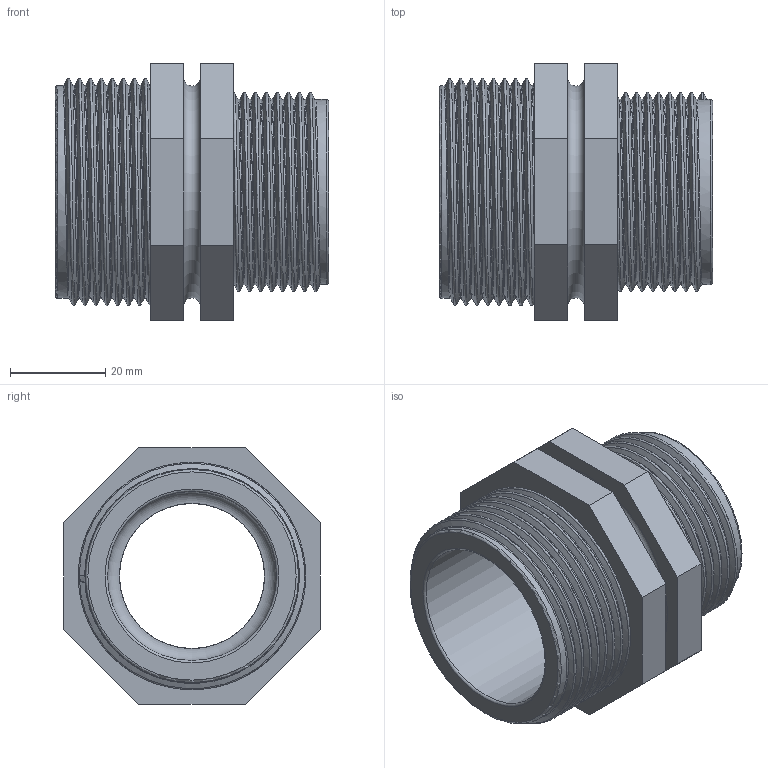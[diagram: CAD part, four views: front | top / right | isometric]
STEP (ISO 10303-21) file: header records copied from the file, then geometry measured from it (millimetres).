
FILE_DESCRIPTION (( 'STEP AP203' ), '1' );
FILE_NAME ('00211_1109.STEP', '2017-06-09T06:29:33', ( '' ), ( '' ), 'SwSTEP 2.0', 'SolidWorks 2011', '' );
FILE_SCHEMA (( 'CONFIG_CONTROL_DESIGN' ));
Length unit declared in the file: millimetre
Products named in the file (1): 00211_1109
Bounding box: 57.5 x 54 x 54 mm (x, y, z)
Volume: 47056.6 mm3; surface area: 22434.1 mm2
Topology: 1 solids, 1 shells, 68 faces, 180 edges, 115 vertices
Faces by surface type: plane 23, cylinder 19, torus 12, bspline 10, cone 4
Full cylindrical faces by diameter (mm): 30.5 x1, 35.6 x1, 38.952 x7, 44.845 x8
Entity records: 9317 total; most frequent: CARTESIAN_POINT 8140, ORIENTED_EDGE 238, DIRECTION 192, EDGE_CURVE 119, VERTEX_POINT 83, AXIS2_PLACEMENT_3D 71, EDGE_LOOP 70, FACE_OUTER_BOUND 63
